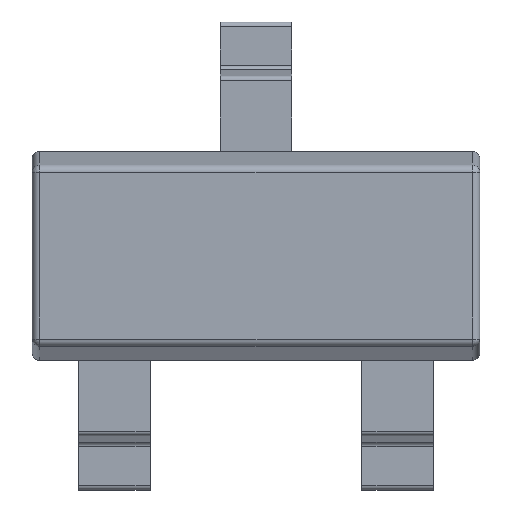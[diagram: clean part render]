
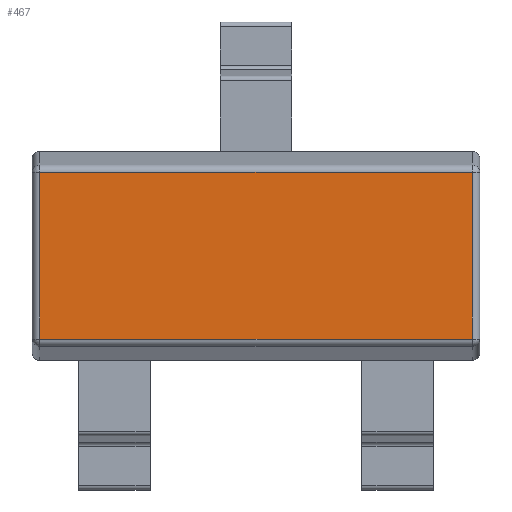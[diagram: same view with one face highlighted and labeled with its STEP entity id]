
A CAD part, top view. The second image highlights one B-rep face of the part: STEP entity #467.
In plain terms, the highlighted planar face has unit normal (0, 0, 1).
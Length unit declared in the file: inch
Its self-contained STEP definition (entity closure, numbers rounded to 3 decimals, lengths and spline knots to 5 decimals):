
#467 = ADVANCED_FACE ( 'NONE', ( #1431 ), #1638, .T. ) ;
#468 = EDGE_LOOP ( 'NONE', ( #469, #473, #475, #476 ) ) ;
#469 = ORIENTED_EDGE ( 'NONE', *, *, #470, .F. ) ;
#470 = EDGE_CURVE ( 'NONE', #471, #472, #1668, .T. ) ;
#471 = VERTEX_POINT ( 'NONE', #1664 ) ;
#472 = VERTEX_POINT ( 'NONE', #1663 ) ;
#473 = ORIENTED_EDGE ( 'NONE', *, *, #474, .F. ) ;
#474 = EDGE_CURVE ( 'NONE', #530, #471, #1662, .T. ) ;
#475 = ORIENTED_EDGE ( 'NONE', *, *, #503, .T. ) ;
#476 = ORIENTED_EDGE ( 'NONE', *, *, #477, .F. ) ;
#477 = EDGE_CURVE ( 'NONE', #472, #501, #1658, .T. ) ;
#501 = VERTEX_POINT ( 'NONE', #1492 ) ;
#503 = EDGE_CURVE ( 'NONE', #530, #501, #1491, .T. ) ;
#530 = VERTEX_POINT ( 'NONE', #1487 ) ;
#1431 = FACE_OUTER_BOUND ( 'NONE', #468, .T. ) ;
#1487 = CARTESIAN_POINT ( 'NONE',  ( 0.05709, 0.02201, 0.03937 ) ) ;
#1488 = DIRECTION ( 'NONE',  ( -1., 0., 0. ) ) ;
#1489 = VECTOR ( 'NONE', #1488, 39.37008 ) ;
#1490 = CARTESIAN_POINT ( 'NONE',  ( 0., 0.02201, 0.03937 ) ) ;
#1491 = LINE ( 'NONE', #1490, #1489 ) ;
#1492 = CARTESIAN_POINT ( 'NONE',  ( -0.05709, 0.02201, 0.03937 ) ) ;
#1635 = DIRECTION ( 'NONE',  ( 0., 0., 1. ) ) ;
#1636 = CARTESIAN_POINT ( 'NONE',  ( -0.05709, -0.02201, 0.03937 ) ) ;
#1637 = AXIS2_PLACEMENT_3D ( 'NONE', #1636, #1635, #1669 ) ;
#1638 = PLANE ( 'NONE',  #1637 ) ;
#1655 = DIRECTION ( 'NONE',  ( 0., 1., 0. ) ) ;
#1656 = VECTOR ( 'NONE', #1655, 39.37008 ) ;
#1657 = CARTESIAN_POINT ( 'NONE',  ( -0.05709, 0., 0.03937 ) ) ;
#1658 = LINE ( 'NONE', #1657, #1656 ) ;
#1659 = DIRECTION ( 'NONE',  ( 0., -1., 0. ) ) ;
#1660 = VECTOR ( 'NONE', #1659, 39.37008 ) ;
#1661 = CARTESIAN_POINT ( 'NONE',  ( 0.05709, 0., 0.03937 ) ) ;
#1662 = LINE ( 'NONE', #1661, #1660 ) ;
#1663 = CARTESIAN_POINT ( 'NONE',  ( -0.05709, -0.02201, 0.03937 ) ) ;
#1664 = CARTESIAN_POINT ( 'NONE',  ( 0.05709, -0.02201, 0.03937 ) ) ;
#1665 = DIRECTION ( 'NONE',  ( -1., 0., 0. ) ) ;
#1666 = VECTOR ( 'NONE', #1665, 39.37008 ) ;
#1667 = CARTESIAN_POINT ( 'NONE',  ( 0., -0.02201, 0.03937 ) ) ;
#1668 = LINE ( 'NONE', #1667, #1666 ) ;
#1669 = DIRECTION ( 'NONE',  ( 1., 0., 0. ) ) ;
